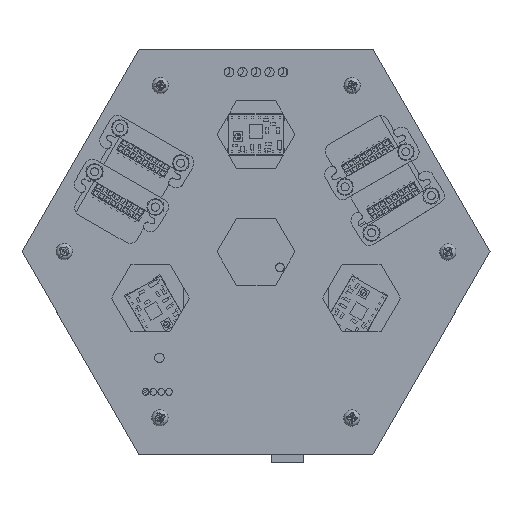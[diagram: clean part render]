
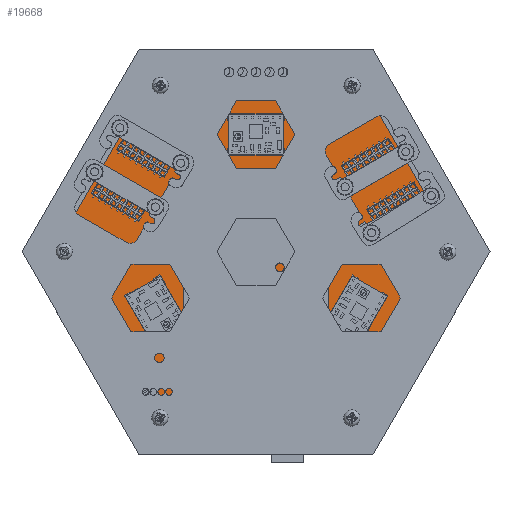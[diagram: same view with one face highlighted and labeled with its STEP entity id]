
A CAD part, top view. The second image highlights one B-rep face of the part: STEP entity #19668.
In plain terms, the highlighted planar face has unit normal (0, 0, 1).
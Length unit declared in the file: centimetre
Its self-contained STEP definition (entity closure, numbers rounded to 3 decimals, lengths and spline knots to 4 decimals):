
#2930=VECTOR('',#22205,1.);
#2934=VECTOR('',#22210,1.);
#2937=VECTOR('',#22214,1.);
#2940=VECTOR('',#22218,1.);
#2943=VECTOR('',#22222,1.);
#2946=VECTOR('',#22226,1.);
#4833=LINE('',#26218,#2930);
#4837=LINE('',#26227,#2934);
#4840=LINE('',#26233,#2937);
#4843=LINE('',#26239,#2940);
#4846=LINE('',#26245,#2943);
#4849=LINE('',#26251,#2946);
#6742=PLANE('',#20746);
#7507=VERTEX_POINT('',#26191);
#7509=VERTEX_POINT('',#26196);
#7511=VERTEX_POINT('',#26201);
#7513=VERTEX_POINT('',#26206);
#7515=VERTEX_POINT('',#26211);
#7517=VERTEX_POINT('',#26216);
#7518=VERTEX_POINT('',#26219);
#7519=VERTEX_POINT('',#26220);
#7522=VERTEX_POINT('',#26228);
#7524=VERTEX_POINT('',#26234);
#7526=VERTEX_POINT('',#26240);
#7528=VERTEX_POINT('',#26246);
#9157=CIRCLE('',#20724,0.175);
#9159=CIRCLE('',#20727,0.175);
#9161=CIRCLE('',#20730,0.175);
#9163=CIRCLE('',#20733,0.175);
#9165=CIRCLE('',#20736,0.175);
#9167=CIRCLE('',#20739,0.175);
#9527=EDGE_CURVE('',#7507,#7507,#9157,.T.);
#9529=EDGE_CURVE('',#7509,#7509,#9159,.T.);
#9531=EDGE_CURVE('',#7511,#7511,#9161,.T.);
#9533=EDGE_CURVE('',#7513,#7513,#9163,.T.);
#9535=EDGE_CURVE('',#7515,#7515,#9165,.T.);
#9537=EDGE_CURVE('',#7517,#7517,#9167,.T.);
#9538=EDGE_CURVE('',#7518,#7519,#4833,.T.);
#9542=EDGE_CURVE('',#7519,#7522,#4837,.T.);
#9545=EDGE_CURVE('',#7522,#7524,#4840,.T.);
#9548=EDGE_CURVE('',#7524,#7526,#4843,.T.);
#9551=EDGE_CURVE('',#7526,#7528,#4846,.T.);
#9554=EDGE_CURVE('',#7528,#7518,#4849,.T.);
#11920=ORIENTED_EDGE('',*,*,#9527,.T.);
#11921=ORIENTED_EDGE('',*,*,#9529,.T.);
#11922=ORIENTED_EDGE('',*,*,#9531,.T.);
#11923=ORIENTED_EDGE('',*,*,#9533,.T.);
#11924=ORIENTED_EDGE('',*,*,#9535,.T.);
#11925=ORIENTED_EDGE('',*,*,#9537,.T.);
#11926=ORIENTED_EDGE('',*,*,#9538,.F.);
#11927=ORIENTED_EDGE('',*,*,#9554,.F.);
#11928=ORIENTED_EDGE('',*,*,#9551,.F.);
#11929=ORIENTED_EDGE('',*,*,#9548,.F.);
#11930=ORIENTED_EDGE('',*,*,#9545,.F.);
#11931=ORIENTED_EDGE('',*,*,#9542,.F.);
#16618=EDGE_LOOP('',(#11920));
#16619=EDGE_LOOP('',(#11921));
#16620=EDGE_LOOP('',(#11922));
#16621=EDGE_LOOP('',(#11923));
#16622=EDGE_LOOP('',(#11924));
#16623=EDGE_LOOP('',(#11925));
#16624=EDGE_LOOP('',(#11926,#11927,#11928,#11929,#11930,#11931));
#18146=FACE_BOUND('',#16618,.T.);
#18147=FACE_BOUND('',#16619,.T.);
#18148=FACE_BOUND('',#16620,.T.);
#18149=FACE_BOUND('',#16621,.T.);
#18150=FACE_BOUND('',#16622,.T.);
#18151=FACE_BOUND('',#16623,.T.);
#18152=FACE_BOUND('',#16624,.T.);
#19668=ADVANCED_FACE('',(#18146,#18147,#18148,#18149,#18150,#18151,#18152),
#6742,.T.);
#20724=AXIS2_PLACEMENT_3D('',#26190,#22172,#22173);
#20727=AXIS2_PLACEMENT_3D('',#26195,#22178,#22179);
#20730=AXIS2_PLACEMENT_3D('',#26200,#22184,#22185);
#20733=AXIS2_PLACEMENT_3D('',#26205,#22190,#22191);
#20736=AXIS2_PLACEMENT_3D('',#26210,#22196,#22197);
#20739=AXIS2_PLACEMENT_3D('',#26215,#22202,#22203);
#20746=AXIS2_PLACEMENT_3D('',#26253,#22228,$);
#22172=DIRECTION('',(0.,0.,-1.));
#22173=DIRECTION('',(0.087,-0.152,0.));
#22178=DIRECTION('',(0.,0.,-1.));
#22179=DIRECTION('',(-0.088,-0.152,0.));
#22184=DIRECTION('',(0.,0.,-1.));
#22185=DIRECTION('',(-0.175,0.,0.));
#22190=DIRECTION('',(0.,0.,-1.));
#22191=DIRECTION('',(-0.087,0.152,0.));
#22196=DIRECTION('',(0.,0.,-1.));
#22197=DIRECTION('',(0.087,0.152,0.));
#22202=DIRECTION('',(0.,0.,-1.));
#22203=DIRECTION('',(0.175,0.,0.));
#22205=DIRECTION('',(-1.,0.,0.));
#22210=DIRECTION('',(-0.5,0.866,0.));
#22214=DIRECTION('',(0.5,0.866,0.));
#22218=DIRECTION('',(1.,0.,0.));
#22222=DIRECTION('',(0.5,-0.866,0.));
#22226=DIRECTION('',(-0.5,-0.866,0.));
#22228=DIRECTION('',(0.,0.,1.));
#26190=CARTESIAN_POINT('',(-3.55,-6.1488,0.1588));
#26191=CARTESIAN_POINT('',(-3.6375,-5.9972,0.1588));
#26195=CARTESIAN_POINT('',(-7.1,0.,0.1588));
#26196=CARTESIAN_POINT('',(-7.0125,0.1516,0.1588));
#26200=CARTESIAN_POINT('',(-3.55,6.1488,0.1588));
#26201=CARTESIAN_POINT('',(-3.375,6.1488,0.1588));
#26205=CARTESIAN_POINT('',(3.55,6.1488,0.1588));
#26206=CARTESIAN_POINT('',(3.6375,5.9972,0.1588));
#26210=CARTESIAN_POINT('',(7.1,0.,0.1588));
#26211=CARTESIAN_POINT('',(7.0125,-0.1516,0.1588));
#26215=CARTESIAN_POINT('',(3.55,-6.1488,0.1588));
#26216=CARTESIAN_POINT('',(3.375,-6.1488,0.1588));
#26218=CARTESIAN_POINT('',(-3.75,-6.4952,0.1588));
#26219=CARTESIAN_POINT('',(3.75,-6.4952,0.1588));
#26220=CARTESIAN_POINT('',(-3.75,-6.4952,0.1588));
#26227=CARTESIAN_POINT('',(-7.5,0.,0.1588));
#26228=CARTESIAN_POINT('',(-7.5,0.,0.1588));
#26233=CARTESIAN_POINT('',(-3.75,6.4952,0.1588));
#26234=CARTESIAN_POINT('',(-3.75,6.4952,0.1588));
#26239=CARTESIAN_POINT('',(3.75,6.4952,0.1588));
#26240=CARTESIAN_POINT('',(3.75,6.4952,0.1588));
#26245=CARTESIAN_POINT('',(7.5,0.,0.1588));
#26246=CARTESIAN_POINT('',(7.5,0.,0.1588));
#26251=CARTESIAN_POINT('',(3.75,-6.4952,0.1588));
#26253=CARTESIAN_POINT('',(0.,0.,
0.1588));
